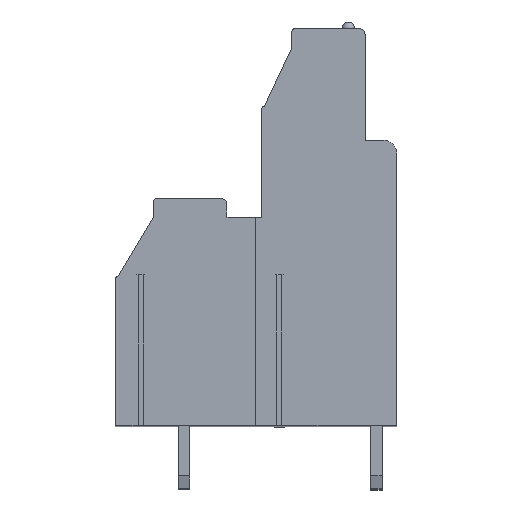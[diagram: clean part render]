
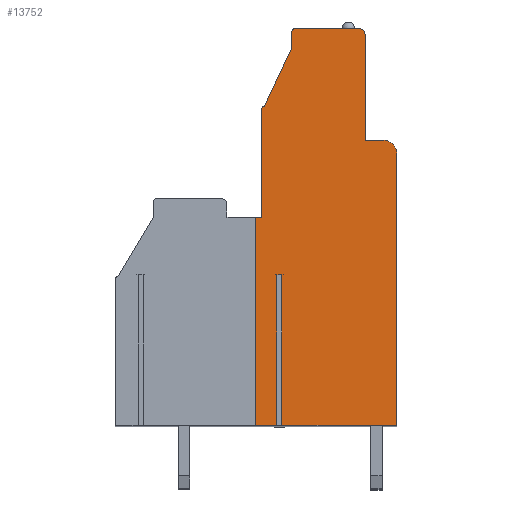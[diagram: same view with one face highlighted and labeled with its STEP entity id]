
A CAD part, top view. The second image highlights one B-rep face of the part: STEP entity #13752.
In plain terms, the highlighted planar face has unit normal (0, 0, 1).
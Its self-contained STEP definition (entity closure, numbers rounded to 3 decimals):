
#13=DIRECTION('',(0.,-1.,0.));
#14=VECTOR('',#13,8.6);
#15=CARTESIAN_POINT('',(-5.15,8.6,68.58));
#16=LINE('',#15,#14);
#17=CARTESIAN_POINT('',(-4.95,8.6,68.58));
#18=DIRECTION('',(0.,0.,1.));
#19=DIRECTION('',(0.,1.,0.));
#20=AXIS2_PLACEMENT_3D('',#17,#18,#19);
#22=DIRECTION('',(-0.424,-0.906,0.));
#23=VECTOR('',#22,5.189);
#24=CARTESIAN_POINT('',(-2.75,13.5,68.58));
#25=LINE('',#24,#23);
#26=DIRECTION('',(0.,-1.,0.));
#27=VECTOR('',#26,1.2);
#28=CARTESIAN_POINT('',(-2.75,14.7,68.58));
#29=LINE('',#28,#27);
#30=CARTESIAN_POINT('',(-2.45,14.7,68.58));
#31=DIRECTION('',(0.,0.,1.));
#32=DIRECTION('',(0.,1.,0.));
#33=AXIS2_PLACEMENT_3D('',#30,#31,#32);
#35=DIRECTION('',(-1.,0.,0.));
#36=VECTOR('',#35,5.);
#37=CARTESIAN_POINT('',(2.55,15.,68.58));
#38=LINE('',#37,#36);
#39=CARTESIAN_POINT('',(2.55,14.5,68.58));
#40=DIRECTION('',(0.,0.,1.));
#41=DIRECTION('',(1.,0.,0.));
#42=AXIS2_PLACEMENT_3D('',#39,#40,#41);
#44=DIRECTION('',(0.,1.,0.));
#45=VECTOR('',#44,8.4);
#46=CARTESIAN_POINT('',(3.05,6.1,68.58));
#47=LINE('',#46,#45);
#48=DIRECTION('',(-1.,0.,0.));
#49=VECTOR('',#48,1.5);
#50=CARTESIAN_POINT('',(4.55,6.1,68.58));
#51=LINE('',#50,#49);
#52=CARTESIAN_POINT('',(4.55,5.1,68.58));
#53=DIRECTION('',(0.,0.,1.));
#54=DIRECTION('',(1.,0.,0.));
#55=AXIS2_PLACEMENT_3D('',#52,#53,#54);
#57=DIRECTION('',(0.,1.,0.));
#58=VECTOR('',#57,21.6);
#59=CARTESIAN_POINT('',(5.55,-16.5,68.58));
#60=LINE('',#59,#58);
#61=DIRECTION('',(0.,1.,0.));
#62=VECTOR('',#61,11.95);
#63=CARTESIAN_POINT('',(-3.56,-16.5,68.58));
#64=LINE('',#63,#62);
#65=DIRECTION('',(-1.,0.,0.));
#66=VECTOR('',#65,0.38);
#67=CARTESIAN_POINT('',(-3.56,-4.55,68.58));
#68=LINE('',#67,#66);
#69=DIRECTION('',(0.,1.,0.));
#70=VECTOR('',#69,11.95);
#71=CARTESIAN_POINT('',(-3.94,-16.5,68.58));
#72=LINE('',#71,#70);
#77=DIRECTION('',(0.,-1.,0.));
#78=VECTOR('',#77,16.5);
#79=CARTESIAN_POINT('',(-5.65,0.,68.58));
#80=LINE('',#79,#78);
#174=DIRECTION('',(1.,0.,0.));
#175=VECTOR('',#174,1.71);
#176=CARTESIAN_POINT('',(-5.65,-16.5,68.58));
#177=LINE('',#176,#175);
#200=DIRECTION('',(1.,0.,0.));
#201=VECTOR('',#200,9.11);
#202=CARTESIAN_POINT('',(-3.56,-16.5,68.58));
#203=LINE('',#202,#201);
#1170=DIRECTION('',(-1.,0.,0.));
#1171=VECTOR('',#1170,0.5);
#1172=CARTESIAN_POINT('',(-5.15,0.,68.58));
#1173=LINE('',#1172,#1171);
#10579=CARTESIAN_POINT('',(5.55,-16.5,68.58));
#10580=CARTESIAN_POINT('',(5.55,5.1,68.58));
#10581=VERTEX_POINT('',#10579);
#10582=VERTEX_POINT('',#10580);
#10583=CARTESIAN_POINT('',(4.55,6.1,68.58));
#10584=VERTEX_POINT('',#10583);
#10585=CARTESIAN_POINT('',(3.05,6.1,68.58));
#10586=VERTEX_POINT('',#10585);
#10587=CARTESIAN_POINT('',(3.05,14.5,68.58));
#10588=VERTEX_POINT('',#10587);
#10589=CARTESIAN_POINT('',(2.55,15.,68.58));
#10590=VERTEX_POINT('',#10589);
#10591=CARTESIAN_POINT('',(-2.45,15.,68.58));
#10592=VERTEX_POINT('',#10591);
#10593=CARTESIAN_POINT('',(-2.75,14.7,68.58));
#10594=VERTEX_POINT('',#10593);
#10595=CARTESIAN_POINT('',(-2.75,13.5,68.58));
#10596=VERTEX_POINT('',#10595);
#10597=CARTESIAN_POINT('',(-4.95,8.8,68.58));
#10598=VERTEX_POINT('',#10597);
#10599=CARTESIAN_POINT('',(-5.15,8.6,68.58));
#10600=VERTEX_POINT('',#10599);
#10601=CARTESIAN_POINT('',(-5.15,0.,68.58));
#10602=VERTEX_POINT('',#10601);
#10647=CARTESIAN_POINT('',(-3.56,-4.55,68.58));
#10648=CARTESIAN_POINT('',(-3.94,-4.55,68.58));
#10649=VERTEX_POINT('',#10647);
#10650=VERTEX_POINT('',#10648);
#10651=CARTESIAN_POINT('',(-3.94,-16.5,68.58));
#10652=VERTEX_POINT('',#10651);
#10653=CARTESIAN_POINT('',(-3.56,-16.5,68.58));
#10654=VERTEX_POINT('',#10653);
#10821=CARTESIAN_POINT('',(-5.65,-16.5,68.58));
#10823=VERTEX_POINT('',#10821);
#10825=CARTESIAN_POINT('',(-5.65,0.,68.58));
#10826=VERTEX_POINT('',#10825);
#13709=CARTESIAN_POINT('',(0.,0.,68.58));
#13710=DIRECTION('',(0.,0.,1.));
#13711=DIRECTION('',(1.,0.,0.));
#13712=AXIS2_PLACEMENT_3D('',#13709,#13710,#13711);
#13713=PLANE('',#13712);
#13715=ORIENTED_EDGE('',*,*,#13714,.F.);
#13717=ORIENTED_EDGE('',*,*,#13716,.F.);
#13719=ORIENTED_EDGE('',*,*,#13718,.F.);
#13721=ORIENTED_EDGE('',*,*,#13720,.F.);
#13723=ORIENTED_EDGE('',*,*,#13722,.F.);
#13725=ORIENTED_EDGE('',*,*,#13724,.F.);
#13727=ORIENTED_EDGE('',*,*,#13726,.F.);
#13729=ORIENTED_EDGE('',*,*,#13728,.F.);
#13731=ORIENTED_EDGE('',*,*,#13730,.F.);
#13733=ORIENTED_EDGE('',*,*,#13732,.F.);
#13735=ORIENTED_EDGE('',*,*,#13734,.F.);
#13737=ORIENTED_EDGE('',*,*,#13736,.F.);
#13739=ORIENTED_EDGE('',*,*,#13738,.F.);
#13741=ORIENTED_EDGE('',*,*,#13740,.F.);
#13743=ORIENTED_EDGE('',*,*,#13742,.T.);
#13745=ORIENTED_EDGE('',*,*,#13744,.T.);
#13747=ORIENTED_EDGE('',*,*,#13746,.F.);
#13749=ORIENTED_EDGE('',*,*,#13748,.F.);
#13750=EDGE_LOOP('',(#13715,#13717,#13719,#13721,#13723,#13725,#13727,#13729,
#13731,#13733,#13735,#13737,#13739,#13741,#13743,#13745,#13747,#13749));
#13751=FACE_OUTER_BOUND('',#13750,.F.);
#21=CIRCLE('',#20,0.2);
#34=CIRCLE('',#33,0.3);
#43=CIRCLE('',#42,0.5);
#56=CIRCLE('',#55,1.);
#13714=EDGE_CURVE('',#10826,#10823,#80,.T.);
#13716=EDGE_CURVE('',#10602,#10826,#1173,.T.);
#13718=EDGE_CURVE('',#10600,#10602,#16,.T.);
#13720=EDGE_CURVE('',#10598,#10600,#21,.T.);
#13722=EDGE_CURVE('',#10596,#10598,#25,.T.);
#13724=EDGE_CURVE('',#10594,#10596,#29,.T.);
#13726=EDGE_CURVE('',#10592,#10594,#34,.T.);
#13728=EDGE_CURVE('',#10590,#10592,#38,.T.);
#13730=EDGE_CURVE('',#10588,#10590,#43,.T.);
#13732=EDGE_CURVE('',#10586,#10588,#47,.T.);
#13734=EDGE_CURVE('',#10584,#10586,#51,.T.);
#13736=EDGE_CURVE('',#10582,#10584,#56,.T.);
#13738=EDGE_CURVE('',#10581,#10582,#60,.T.);
#13740=EDGE_CURVE('',#10654,#10581,#203,.T.);
#13742=EDGE_CURVE('',#10654,#10649,#64,.T.);
#13744=EDGE_CURVE('',#10649,#10650,#68,.T.);
#13746=EDGE_CURVE('',#10652,#10650,#72,.T.);
#13748=EDGE_CURVE('',#10823,#10652,#177,.T.);
#13752=ADVANCED_FACE('',(#13751),#13713,.T.);
